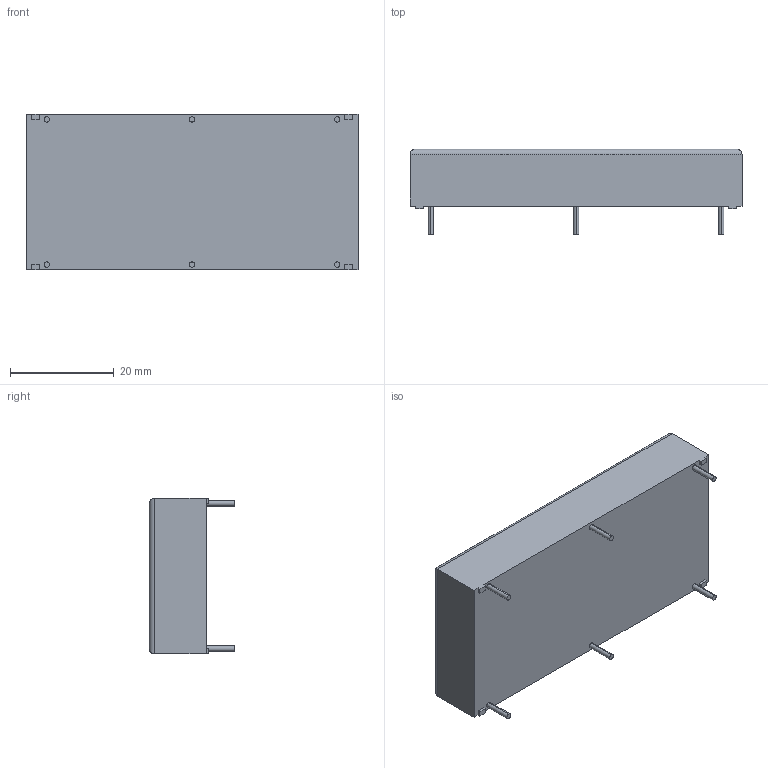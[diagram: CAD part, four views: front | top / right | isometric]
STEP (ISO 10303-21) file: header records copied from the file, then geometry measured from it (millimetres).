
FILE_DESCRIPTION (( 'STEP AP214' ), '1' );
FILE_NAME ('Default.STEP', '2017-05-16T16:21:19', ( '' ), ( '' ), 'SwSTEP 2.0', 'SolidWorks 2014', '' );
FILE_SCHEMA (( 'AUTOMOTIVE_DESIGN' ));
Length unit declared in the file: millimetre
Products named in the file (1): Default
Bounding box: 64 x 16.5 x 30 mm (x, y, z)
Volume: 21111.9 mm3; surface area: 6042.6 mm2
Topology: 4 solids, 4 shells, 101 faces, 257 edges, 170 vertices
Faces by surface type: plane 85, cylinder 16
Entity records: 3548 total; most frequent: CARTESIAN_POINT 541, ORIENTED_EDGE 514, DIRECTION 481, EDGE_CURVE 257, VECTOR 229, LINE 229, VERTEX_POINT 170, AXIS2_PLACEMENT_3D 126
